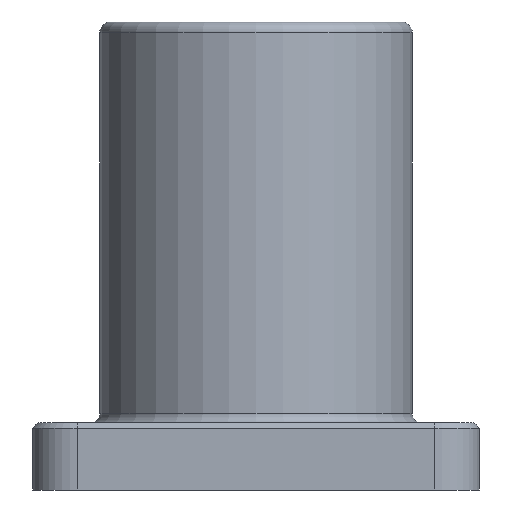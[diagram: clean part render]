
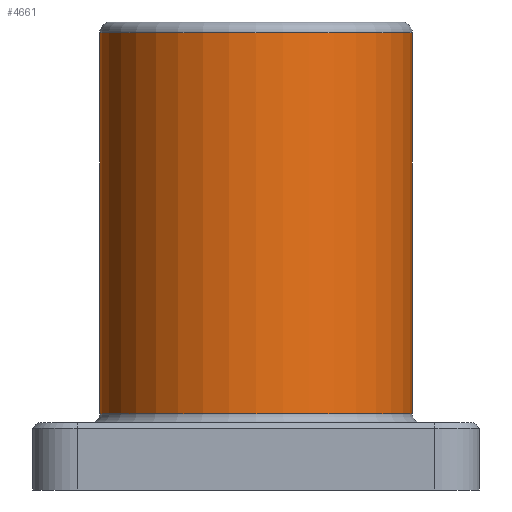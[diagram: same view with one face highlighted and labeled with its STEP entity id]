
A CAD part, left-side view. The second image highlights one B-rep face of the part: STEP entity #4661.
In plain terms, the highlighted cylindrical face has radius 11.113 mm (diameter 22.225 mm), a partial arc.
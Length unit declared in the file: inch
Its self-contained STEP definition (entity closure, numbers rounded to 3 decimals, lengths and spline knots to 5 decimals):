
#203 = EDGE_CURVE ( 'NONE', #1915, #5049, #3907, .T. ) ;
#398 = CARTESIAN_POINT ( 'NONE',  ( 0., 0., 0.214 ) ) ;
#417 = DIRECTION ( 'NONE',  ( 0., 1., 0. ) ) ;
#696 = VECTOR ( 'NONE', #1400, 39.37008 ) ;
#802 = EDGE_CURVE ( 'NONE', #4639, #3441, #1432, .T. ) ;
#839 = DIRECTION ( 'NONE',  ( 0., 0., -1. ) ) ;
#858 = ORIENTED_EDGE ( 'NONE', *, *, #203, .T. ) ;
#1003 = VECTOR ( 'NONE', #3974, 39.37008 ) ;
#1013 = EDGE_CURVE ( 'NONE', #5049, #4639, #4090, .T. ) ;
#1119 = CARTESIAN_POINT ( 'NONE',  ( 0., -0.4375, 0.214 ) ) ;
#1129 = DIRECTION ( 'NONE',  ( 0., 0., -1. ) ) ;
#1171 = CARTESIAN_POINT ( 'NONE',  ( 0., 0.4375, 0.214 ) ) ;
#1400 = DIRECTION ( 'NONE',  ( 0., 0., -1. ) ) ;
#1432 = CIRCLE ( 'NONE', #3644, 0.4375 ) ;
#1590 = AXIS2_PLACEMENT_3D ( 'NONE', #2773, #839, #417 ) ;
#1686 = EDGE_LOOP ( 'NONE', ( #2424, #858, #4819, #4073 ) ) ;
#1915 = VERTEX_POINT ( 'NONE', #4608 ) ;
#1966 = DIRECTION ( 'NONE',  ( 0., 0., 1. ) ) ;
#2030 = CARTESIAN_POINT ( 'NONE',  ( 0., 0.4375, 1.28 ) ) ;
#2096 = AXIS2_PLACEMENT_3D ( 'NONE', #3087, #1129, #4621 ) ;
#2424 = ORIENTED_EDGE ( 'NONE', *, *, #4609, .F. ) ;
#2773 = CARTESIAN_POINT ( 'NONE',  ( 0., 0., -0.03 ) ) ;
#3087 = CARTESIAN_POINT ( 'NONE',  ( 0., 0., 1.28 ) ) ;
#3125 = CARTESIAN_POINT ( 'NONE',  ( 0., -0.4375, -0.03 ) ) ;
#3197 = LINE ( 'NONE', #3125, #1003 ) ;
#3279 = CARTESIAN_POINT ( 'NONE',  ( 0., 0.4375, -0.03 ) ) ;
#3441 = VERTEX_POINT ( 'NONE', #1119 ) ;
#3644 = AXIS2_PLACEMENT_3D ( 'NONE', #398, #1966, #4711 ) ;
#3907 = CIRCLE ( 'NONE', #2096, 0.4375 ) ;
#3922 = FACE_OUTER_BOUND ( 'NONE', #1686, .T. ) ;
#3974 = DIRECTION ( 'NONE',  ( 0., 0., -1. ) ) ;
#4073 = ORIENTED_EDGE ( 'NONE', *, *, #802, .T. ) ;
#4090 = LINE ( 'NONE', #3279, #696 ) ;
#4375 = CYLINDRICAL_SURFACE ( 'NONE', #1590, 0.4375 ) ;
#4608 = CARTESIAN_POINT ( 'NONE',  ( 0., -0.4375, 1.28 ) ) ;
#4609 = EDGE_CURVE ( 'NONE', #1915, #3441, #3197, .T. ) ;
#4621 = DIRECTION ( 'NONE',  ( 0., -1., 0. ) ) ;
#4639 = VERTEX_POINT ( 'NONE', #1171 ) ;
#4661 = ADVANCED_FACE ( 'NONE', ( #3922 ), #4375, .T. ) ;
#4711 = DIRECTION ( 'NONE',  ( 0., -1., 0. ) ) ;
#4819 = ORIENTED_EDGE ( 'NONE', *, *, #1013, .T. ) ;
#5049 = VERTEX_POINT ( 'NONE', #2030 ) ;
